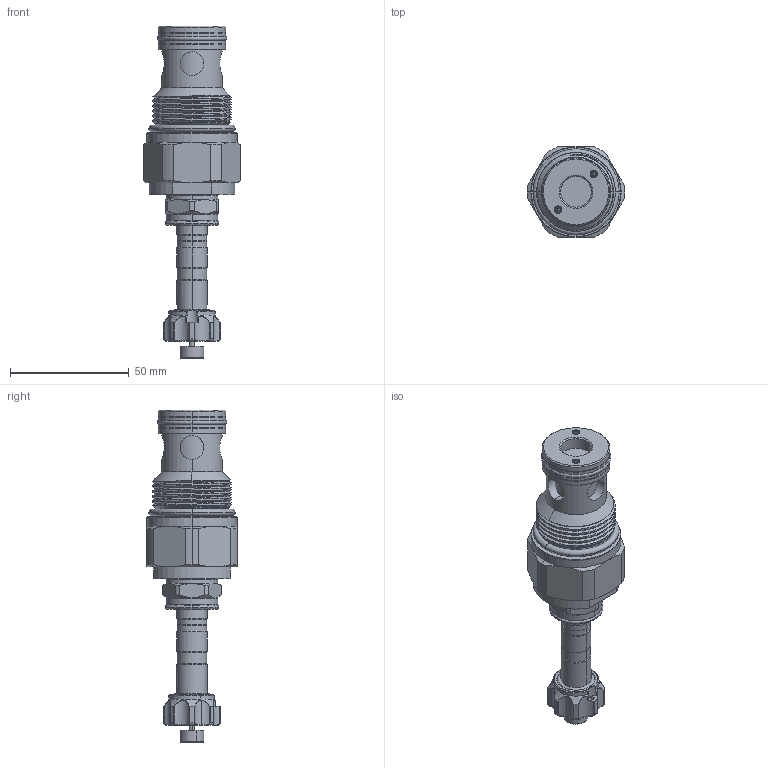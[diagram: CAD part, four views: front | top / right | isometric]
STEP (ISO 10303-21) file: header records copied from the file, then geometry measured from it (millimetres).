
FILE_DESCRIPTION (( 'STEP AP203' ), '1' );
FILE_NAME ('EP16W2A06P95.STEP', '2020-04-16T02:40:34', ( '' ), ( '' ), 'SwSTEP 2.0', 'SolidWorks 2018', '' );
FILE_SCHEMA (( 'CONFIG_CONTROL_DESIGN' ));
Length unit declared in the file: millimetre
Products named in the file (1): EP16W2A06P95
Bounding box: 41.1 x 38 x 139.75 mm (x, y, z)
Volume: 72389.8 mm3; surface area: 18611 mm2
Topology: 9 solids, 10 shells, 414 faces, 972 edges, 589 vertices
Faces by surface type: cylinder 168, cone 79, plane 63, torus 57, bspline 43, sphere 4
Entity records: 18183 total; most frequent: CARTESIAN_POINT 8991, ORIENTED_EDGE 1920, DIRECTION 1919, EDGE_CURVE 960, AXIS2_PLACEMENT_3D 812, VERTEX_POINT 583, EDGE_LOOP 441, CIRCLE 440
